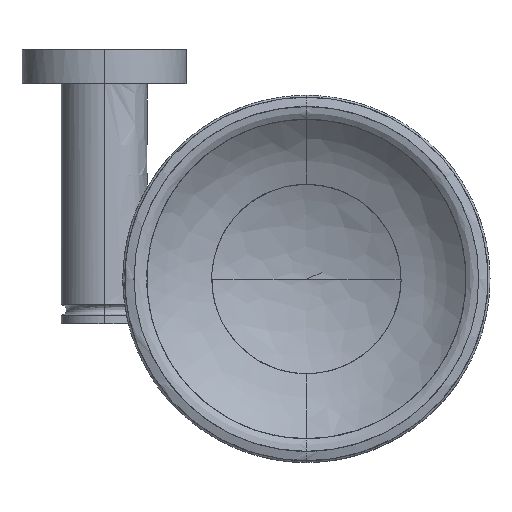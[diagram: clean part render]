
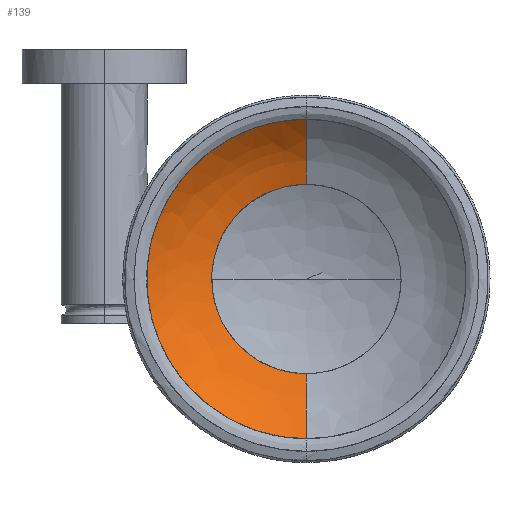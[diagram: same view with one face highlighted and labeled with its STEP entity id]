
A CAD part, top view. The second image highlights one B-rep face of the part: STEP entity #139.
In plain terms, the highlighted free-form (B-spline) face has degree [3, 3] with [4, 4] control points.
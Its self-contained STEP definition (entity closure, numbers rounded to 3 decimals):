
#139=ADVANCED_FACE('',(#186),#1425,.T.);
#186=FACE_OUTER_BOUND('',#236,.T.);
#236=EDGE_LOOP('',(#357,#358,#359,#360));
#357=ORIENTED_EDGE('',*,*,#1131,.T.);
#358=ORIENTED_EDGE('',*,*,#1129,.F.);
#359=ORIENTED_EDGE('',*,*,#1132,.T.);
#360=ORIENTED_EDGE('',*,*,#1127,.F.);
#519=PCURVE('',#1424,#685);
#521=PCURVE('',#1424,#687);
#523=PCURVE('',#1425,#689);
#524=PCURVE('',#1425,#690);
#525=PCURVE('',#1425,#691);
#526=PCURVE('',#1425,#692);
#685=DEFINITIONAL_REPRESENTATION('',(#853),#3478);
#687=DEFINITIONAL_REPRESENTATION('',(#855),#3478);
#689=DEFINITIONAL_REPRESENTATION('',(#857),#3478);
#690=DEFINITIONAL_REPRESENTATION('',(#858),#3478);
#691=DEFINITIONAL_REPRESENTATION('',(#859),#3478);
#692=DEFINITIONAL_REPRESENTATION('',(#860),#3478);
#853=B_SPLINE_CURVE_WITH_KNOTS('',1,(#2604,#2605),.UNSPECIFIED.,.F.,.F.,
(2,2),(0.,1.),.UNSPECIFIED.);
#855=B_SPLINE_CURVE_WITH_KNOTS('',1,(#2616,#2617),.UNSPECIFIED.,.F.,.F.,
(2,2),(-1.,0.),.UNSPECIFIED.);
#857=B_SPLINE_CURVE_WITH_KNOTS('',1,(#2628,#2629),.UNSPECIFIED.,.F.,.F.,
(2,2),(0.5,1.),.UNSPECIFIED.);
#858=B_SPLINE_CURVE_WITH_KNOTS('',1,(#2630,#2631),.UNSPECIFIED.,.F.,.F.,
(2,2),(-1.,0.),.UNSPECIFIED.);
#859=B_SPLINE_CURVE_WITH_KNOTS('',1,(#2636,#2637),.UNSPECIFIED.,.F.,.F.,
(2,2),(-1.,-0.5),.UNSPECIFIED.);
#860=B_SPLINE_CURVE_WITH_KNOTS('',1,(#2638,#2639),.UNSPECIFIED.,.F.,.F.,
(2,2),(0.,1.),.UNSPECIFIED.);
#998=SURFACE_CURVE('',#1254,(#519,#526),.PCURVE_S1.);
#1000=SURFACE_CURVE('',#1256,(#521,#524),.PCURVE_S1.);
#1002=SURFACE_CURVE('',#1258,(#523),.PCURVE_S1.);
#1003=SURFACE_CURVE('',#1259,(#525),.PCURVE_S1.);
#1127=EDGE_CURVE('',#1363,#1364,#998,.T.);
#1129=EDGE_CURVE('',#1362,#1361,#1000,.T.);
#1131=EDGE_CURVE('',#1363,#1361,#1002,.T.);
#1132=EDGE_CURVE('',#1362,#1364,#1003,.T.);
#1254=(
BOUNDED_CURVE()
B_SPLINE_CURVE(3,(#2600,#2601,#2602,#2603),.UNSPECIFIED.,.F.,.F.)
B_SPLINE_CURVE_WITH_KNOTS((4,4),(0.,1.),.UNSPECIFIED.)
CURVE()
GEOMETRIC_REPRESENTATION_ITEM()
RATIONAL_B_SPLINE_CURVE((1.,0.978,0.978,1.))
REPRESENTATION_ITEM('')
);
#1256=(
BOUNDED_CURVE()
B_SPLINE_CURVE(3,(#2612,#2613,#2614,#2615),.UNSPECIFIED.,.F.,.F.)
B_SPLINE_CURVE_WITH_KNOTS((4,4),(-1.,0.),.UNSPECIFIED.)
CURVE()
GEOMETRIC_REPRESENTATION_ITEM()
RATIONAL_B_SPLINE_CURVE((1.,0.978,0.978,1.))
REPRESENTATION_ITEM('')
);
#1258=(
BOUNDED_CURVE()
B_SPLINE_CURVE(3,(#2624,#2625,#2626,#2627),.UNSPECIFIED.,.F.,.F.)
B_SPLINE_CURVE_WITH_KNOTS((4,4),(0.5,1.),.UNSPECIFIED.)
CURVE()
GEOMETRIC_REPRESENTATION_ITEM()
RATIONAL_B_SPLINE_CURVE((1.,0.333,0.333,1.))
REPRESENTATION_ITEM('')
);
#1259=(
BOUNDED_CURVE()
B_SPLINE_CURVE(3,(#2632,#2633,#2634,#2635),.UNSPECIFIED.,.F.,.F.)
B_SPLINE_CURVE_WITH_KNOTS((4,4),(-1.,-0.5),.UNSPECIFIED.)
CURVE()
GEOMETRIC_REPRESENTATION_ITEM()
RATIONAL_B_SPLINE_CURVE((1.,0.333,0.333,1.))
REPRESENTATION_ITEM('')
);
#1361=VERTEX_POINT('',#2596);
#1362=VERTEX_POINT('',#2597);
#1363=VERTEX_POINT('',#2598);
#1364=VERTEX_POINT('',#2599);
#1424=(
BOUNDED_SURFACE()
B_SPLINE_SURFACE(3,3,((#2564,#2565,#2566,#2567),(#2568,#2569,#2570,#2571),
(#2572,#2573,#2574,#2575),(#2576,#2577,#2578,#2579)),.UNSPECIFIED.,.F.,
 .F.,.F.)
B_SPLINE_SURFACE_WITH_KNOTS((4,4),(4,4),(0.,0.5),(0.,1.),.UNSPECIFIED.)
GEOMETRIC_REPRESENTATION_ITEM()
RATIONAL_B_SPLINE_SURFACE(((1.,0.978,0.978,1.),
(0.333,0.326,0.326,0.333),
(0.333,0.326,0.326,0.333),
(1.,0.978,0.978,1.)))
REPRESENTATION_ITEM('')
SURFACE()
);
#1425=(
BOUNDED_SURFACE()
B_SPLINE_SURFACE(3,3,((#2580,#2581,#2582,#2583),(#2584,#2585,#2586,#2587),
(#2588,#2589,#2590,#2591),(#2592,#2593,#2594,#2595)),.UNSPECIFIED.,.F.,
 .F.,.F.)
B_SPLINE_SURFACE_WITH_KNOTS((4,4),(4,4),(0.5,1.),(0.,1.),.UNSPECIFIED.)
GEOMETRIC_REPRESENTATION_ITEM()
RATIONAL_B_SPLINE_SURFACE(((1.,0.978,0.978,1.),
(0.333,0.326,0.326,0.333),
(0.333,0.326,0.326,0.333),
(1.,0.978,0.978,1.)))
REPRESENTATION_ITEM('')
SURFACE()
);
#2564=CARTESIAN_POINT('',(16.809,-52.409,22.986));
#2565=CARTESIAN_POINT('',(16.809,-47.143,17.604));
#2566=CARTESIAN_POINT('',(16.809,-40.671,13.755));
#2567=CARTESIAN_POINT('',(16.809,-33.427,11.697));
#2568=CARTESIAN_POINT('',(110.04,-52.409,22.986));
#2569=CARTESIAN_POINT('',(99.507,-47.143,17.604));
#2570=CARTESIAN_POINT('',(86.563,-40.671,13.755));
#2571=CARTESIAN_POINT('',(72.076,-33.427,11.697));
#2572=CARTESIAN_POINT('',(110.04,40.822,22.986));
#2573=CARTESIAN_POINT('',(99.507,35.555,17.604));
#2574=CARTESIAN_POINT('',(86.563,29.083,13.755));
#2575=CARTESIAN_POINT('',(72.076,21.84,11.697));
#2576=CARTESIAN_POINT('',(16.809,40.822,22.986));
#2577=CARTESIAN_POINT('',(16.809,35.555,17.604));
#2578=CARTESIAN_POINT('',(16.809,29.083,13.755));
#2579=CARTESIAN_POINT('',(16.809,21.84,11.697));
#2580=CARTESIAN_POINT('',(16.809,40.822,22.986));
#2581=CARTESIAN_POINT('',(16.809,35.555,17.604));
#2582=CARTESIAN_POINT('',(16.809,29.083,13.755));
#2583=CARTESIAN_POINT('',(16.809,21.84,11.697));
#2584=CARTESIAN_POINT('',(-76.422,40.822,22.986));
#2585=CARTESIAN_POINT('',(-65.889,35.555,17.604));
#2586=CARTESIAN_POINT('',(-52.945,29.083,13.755));
#2587=CARTESIAN_POINT('',(-38.458,21.84,11.697));
#2588=CARTESIAN_POINT('',(-76.422,-52.409,22.986));
#2589=CARTESIAN_POINT('',(-65.889,-47.143,17.604));
#2590=CARTESIAN_POINT('',(-52.945,-40.671,13.755));
#2591=CARTESIAN_POINT('',(-38.458,-33.427,11.697));
#2592=CARTESIAN_POINT('',(16.809,-52.409,22.986));
#2593=CARTESIAN_POINT('',(16.809,-47.143,17.604));
#2594=CARTESIAN_POINT('',(16.809,-40.671,13.755));
#2595=CARTESIAN_POINT('',(16.809,-33.427,11.697));
#2596=CARTESIAN_POINT('',(16.809,-52.409,22.986));
#2597=CARTESIAN_POINT('',(16.809,-33.427,11.697));
#2598=CARTESIAN_POINT('',(16.809,40.822,22.986));
#2599=CARTESIAN_POINT('',(16.809,21.84,11.697));
#2600=CARTESIAN_POINT('',(16.809,40.822,22.986));
#2601=CARTESIAN_POINT('',(16.809,35.555,17.604));
#2602=CARTESIAN_POINT('',(16.809,29.083,13.755));
#2603=CARTESIAN_POINT('',(16.809,21.84,11.697));
#2604=CARTESIAN_POINT('',(0.5,0.));
#2605=CARTESIAN_POINT('',(0.5,1.));
#2612=CARTESIAN_POINT('',(16.809,-33.427,11.697));
#2613=CARTESIAN_POINT('',(16.809,-40.671,13.755));
#2614=CARTESIAN_POINT('',(16.809,-47.143,17.604));
#2615=CARTESIAN_POINT('',(16.809,-52.409,22.986));
#2616=CARTESIAN_POINT('',(0.,1.));
#2617=CARTESIAN_POINT('',(0.,0.));
#2624=CARTESIAN_POINT('',(16.809,40.822,22.986));
#2625=CARTESIAN_POINT('',(-76.422,40.822,22.986));
#2626=CARTESIAN_POINT('',(-76.422,-52.409,22.986));
#2627=CARTESIAN_POINT('',(16.809,-52.409,22.986));
#2628=CARTESIAN_POINT('',(0.5,0.));
#2629=CARTESIAN_POINT('',(1.,0.));
#2630=CARTESIAN_POINT('',(1.,1.));
#2631=CARTESIAN_POINT('',(1.,0.));
#2632=CARTESIAN_POINT('',(16.809,-33.427,11.697));
#2633=CARTESIAN_POINT('',(-38.458,-33.427,11.697));
#2634=CARTESIAN_POINT('',(-38.458,21.84,11.697));
#2635=CARTESIAN_POINT('',(16.809,21.84,11.697));
#2636=CARTESIAN_POINT('',(1.,1.));
#2637=CARTESIAN_POINT('',(0.5,1.));
#2638=CARTESIAN_POINT('',(0.5,0.));
#2639=CARTESIAN_POINT('',(0.5,1.));
#3478=(
GEOMETRIC_REPRESENTATION_CONTEXT(2)
PARAMETRIC_REPRESENTATION_CONTEXT()
REPRESENTATION_CONTEXT('pspace','')
);
